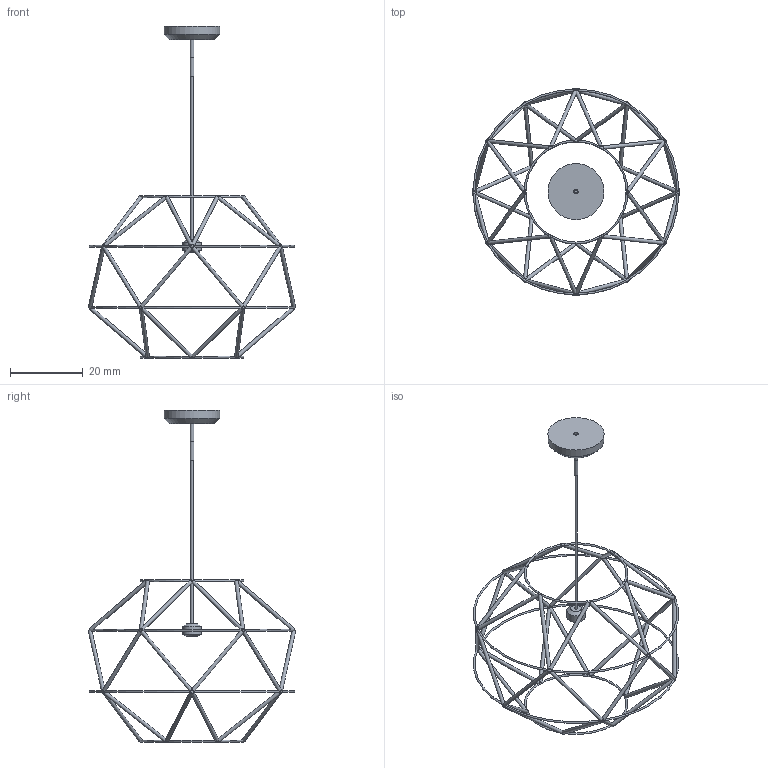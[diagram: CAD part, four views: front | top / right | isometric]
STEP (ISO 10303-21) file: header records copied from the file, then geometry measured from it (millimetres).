
FILE_DESCRIPTION(/* description */ (''),/* implementation_level */ '2;1');
FILE_NAME(/* name */ 'euclide_560_SOSPENSIONE.stp',/* time_stamp */ '2023-02-07T16:34:09+01:00',/* author */ (''),/* organization */ (''),/* preprocessor_version */ 'ST-DEVELOPER v15',/* originating_system */ 'SIEMENS PLM Software NX 9.0',/* authorisation */ '');
FILE_SCHEMA (('AP203_CONFIGURATION_CONTROLLED_3D_DESIGN_OF_MECHANICAL_PARTS_AND_ASSEMBLIES_MIM_LF { 1 0 10303 403 2 1 2}'));
Length unit declared in the file: millimetre
Products named in the file (1): Gera194CEC76pdno
Bounding box: 56.88 x 56.88 x 91.1 mm (x, y, z)
Volume: 1444.8 mm3; surface area: 4097.9 mm2
Topology: 44 solids, 44 shells, 131 faces, 147 edges, 96 vertices
Faces by surface type: plane 80, cylinder 41, torus 6, cone 4
Full cylindrical faces by diameter (mm): 0.7 x1, 0.8 x1, 1 x37, 1.2 x1, 5 x1
Entity records: 2234 total; most frequent: DIRECTION 442, CARTESIAN_POINT 314, AXIS2_PLACEMENT_3D 221, EDGE_LOOP 178, ORIENTED_EDGE 178, ADVANCED_FACE 131, FACE_BOUND 106, VERTEX_POINT 93
